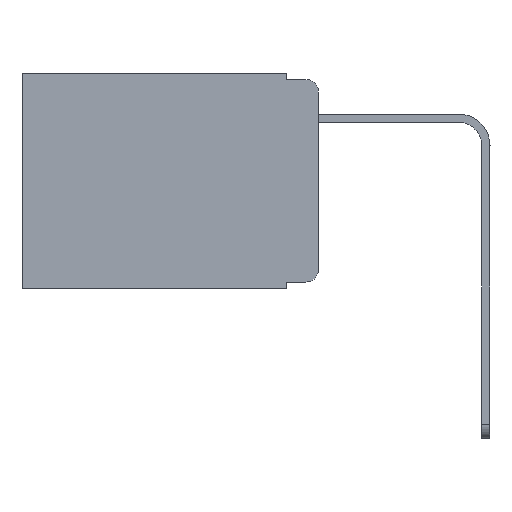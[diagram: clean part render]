
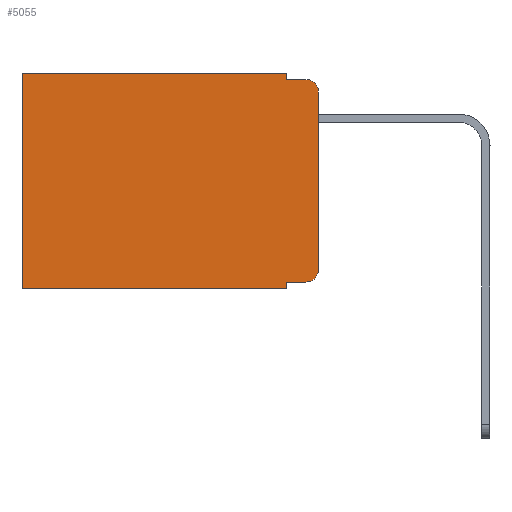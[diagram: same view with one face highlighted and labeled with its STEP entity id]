
A CAD part, left-side view. The second image highlights one B-rep face of the part: STEP entity #5055.
In plain terms, the highlighted planar face has unit normal (-1, 0, 0).
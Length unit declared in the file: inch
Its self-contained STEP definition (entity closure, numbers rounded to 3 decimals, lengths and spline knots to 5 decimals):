
#103 = CARTESIAN_POINT ( 'NONE',  ( 0.298, 0.051, 0. ) ) ;
#554 = VERTEX_POINT ( 'NONE', #17107 ) ;
#675 = LINE ( 'NONE', #3860, #1167 ) ;
#815 = VERTEX_POINT ( 'NONE', #17786 ) ;
#836 = ORIENTED_EDGE ( 'NONE', *, *, #14485, .F. ) ;
#893 = DIRECTION ( 'NONE',  ( 0., -1., 0. ) ) ;
#1084 = VECTOR ( 'NONE', #16079, 39.37008 ) ;
#1167 = VECTOR ( 'NONE', #5327, 39.37008 ) ;
#1285 = VERTEX_POINT ( 'NONE', #7258 ) ;
#1501 = CIRCLE ( 'NONE', #10173, 0.02 ) ;
#1584 = DIRECTION ( 'NONE',  ( 0., 0., -1. ) ) ;
#1906 = ORIENTED_EDGE ( 'NONE', *, *, #13724, .T. ) ;
#2291 = CARTESIAN_POINT ( 'NONE',  ( 0.298, 0.051, -0.01 ) ) ;
#2585 = LINE ( 'NONE', #11763, #18621 ) ;
#2628 = VERTEX_POINT ( 'NONE', #11889 ) ;
#3073 = ORIENTED_EDGE ( 'NONE', *, *, #18588, .F. ) ;
#3475 = ORIENTED_EDGE ( 'NONE', *, *, #4187, .T. ) ;
#3505 = VECTOR ( 'NONE', #17894, 39.37008 ) ;
#3860 = CARTESIAN_POINT ( 'NONE',  ( 0.298, 0.051, 0. ) ) ;
#4187 = EDGE_CURVE ( 'NONE', #1285, #2628, #1501, .T. ) ;
#4871 = EDGE_CURVE ( 'NONE', #554, #815, #2585, .T. ) ;
#4912 = VERTEX_POINT ( 'NONE', #17499 ) ;
#5055 = ADVANCED_FACE ( 'NONE', ( #7863 ), #9098, .F. ) ;
#5327 = DIRECTION ( 'NONE',  ( 0., 0., -1. ) ) ;
#5842 = DIRECTION ( 'NONE',  ( 0., 0., -1. ) ) ;
#7051 = VERTEX_POINT ( 'NONE', #2291 ) ;
#7258 = CARTESIAN_POINT ( 'NONE',  ( 0.298, 0.02, -0.333 ) ) ;
#7395 = LINE ( 'NONE', #10535, #3505 ) ;
#7509 = DIRECTION ( 'NONE',  ( 1., 0., 0. ) ) ;
#7863 = FACE_OUTER_BOUND ( 'NONE', #14988, .T. ) ;
#8036 = VERTEX_POINT ( 'NONE', #12898 ) ;
#8388 = EDGE_CURVE ( 'NONE', #7051, #18381, #12316, .T. ) ;
#8470 = AXIS2_PLACEMENT_3D ( 'NONE', #10439, #7509, #1584 ) ;
#8516 = DIRECTION ( 'NONE',  ( -1., 0., 0. ) ) ;
#8884 = CARTESIAN_POINT ( 'NONE',  ( 0.298, 0.02, -0.01 ) ) ;
#9098 = PLANE ( 'NONE',  #8470 ) ;
#9437 = CARTESIAN_POINT ( 'NONE',  ( 0.298, 0., 0. ) ) ;
#9637 = CARTESIAN_POINT ( 'NONE',  ( 0.298, 0.051, -0.333 ) ) ;
#10085 = EDGE_CURVE ( 'NONE', #4912, #2628, #15394, .T. ) ;
#10173 = AXIS2_PLACEMENT_3D ( 'NONE', #14465, #8516, #5842 ) ;
#10439 = CARTESIAN_POINT ( 'NONE',  ( 0.298, 0., 0. ) ) ;
#10535 = CARTESIAN_POINT ( 'NONE',  ( 0.298, 0., -0.343 ) ) ;
#10567 = EDGE_CURVE ( 'NONE', #8036, #554, #15176, .T. ) ;
#10603 = VECTOR ( 'NONE', #12077, 39.37008 ) ;
#10919 = CARTESIAN_POINT ( 'NONE',  ( 0.298, 0., 0. ) ) ;
#11073 = CARTESIAN_POINT ( 'NONE',  ( 0.298, 0.02, -0.03 ) ) ;
#11662 = VECTOR ( 'NONE', #18372, 39.37008 ) ;
#11763 = CARTESIAN_POINT ( 'NONE',  ( 0.298, 0.473, 0. ) ) ;
#11889 = CARTESIAN_POINT ( 'NONE',  ( 0.298, 0., -0.313 ) ) ;
#11936 = VERTEX_POINT ( 'NONE', #13443 ) ;
#11947 = CARTESIAN_POINT ( 'NONE',  ( 0.298, 0.051, -0.343 ) ) ;
#12077 = DIRECTION ( 'NONE',  ( 0., 1., 0. ) ) ;
#12212 = ORIENTED_EDGE ( 'NONE', *, *, #15464, .T. ) ;
#12263 = EDGE_CURVE ( 'NONE', #11936, #17256, #675, .T. ) ;
#12316 = LINE ( 'NONE', #14486, #11662 ) ;
#12599 = DIRECTION ( 'NONE',  ( -1., 0., 0. ) ) ;
#12746 = LINE ( 'NONE', #103, #1084 ) ;
#12898 = CARTESIAN_POINT ( 'NONE',  ( 0.298, 0.051, 0. ) ) ;
#12988 = VECTOR ( 'NONE', #893, 39.37008 ) ;
#13307 = ORIENTED_EDGE ( 'NONE', *, *, #10085, .F. ) ;
#13443 = CARTESIAN_POINT ( 'NONE',  ( 0.298, 0.051, -0.333 ) ) ;
#13724 = EDGE_CURVE ( 'NONE', #11936, #1285, #14828, .T. ) ;
#14377 = CIRCLE ( 'NONE', #15599, 0.02 ) ;
#14465 = CARTESIAN_POINT ( 'NONE',  ( 0.298, 0.02, -0.313 ) ) ;
#14485 = EDGE_CURVE ( 'NONE', #8036, #7051, #12746, .T. ) ;
#14486 = CARTESIAN_POINT ( 'NONE',  ( 0.298, 0.051, -0.01 ) ) ;
#14828 = LINE ( 'NONE', #9637, #12988 ) ;
#14896 = ORIENTED_EDGE ( 'NONE', *, *, #8388, .F. ) ;
#14988 = EDGE_LOOP ( 'NONE', ( #13307, #12212, #14896, #836, #17968, #15166, #3073, #16449, #1906, #3475 ) ) ;
#15166 = ORIENTED_EDGE ( 'NONE', *, *, #4871, .T. ) ;
#15176 = LINE ( 'NONE', #9437, #10603 ) ;
#15308 = DIRECTION ( 'NONE',  ( 0., 0., -1. ) ) ;
#15394 = LINE ( 'NONE', #10919, #18606 ) ;
#15464 = EDGE_CURVE ( 'NONE', #4912, #18381, #14377, .T. ) ;
#15599 = AXIS2_PLACEMENT_3D ( 'NONE', #11073, #12599, #15600 ) ;
#15600 = DIRECTION ( 'NONE',  ( 0., 0., -1. ) ) ;
#15898 = DIRECTION ( 'NONE',  ( 0., 0., -1. ) ) ;
#16079 = DIRECTION ( 'NONE',  ( 0., 0., -1. ) ) ;
#16449 = ORIENTED_EDGE ( 'NONE', *, *, #12263, .F. ) ;
#17107 = CARTESIAN_POINT ( 'NONE',  ( 0.298, 0.473, 0. ) ) ;
#17256 = VERTEX_POINT ( 'NONE', #11947 ) ;
#17499 = CARTESIAN_POINT ( 'NONE',  ( 0.298, 0., -0.03 ) ) ;
#17786 = CARTESIAN_POINT ( 'NONE',  ( 0.298, 0.473, -0.343 ) ) ;
#17894 = DIRECTION ( 'NONE',  ( 0., 1., 0. ) ) ;
#17968 = ORIENTED_EDGE ( 'NONE', *, *, #10567, .T. ) ;
#18372 = DIRECTION ( 'NONE',  ( 0., -1., 0. ) ) ;
#18381 = VERTEX_POINT ( 'NONE', #8884 ) ;
#18588 = EDGE_CURVE ( 'NONE', #17256, #815, #7395, .T. ) ;
#18606 = VECTOR ( 'NONE', #15308, 39.37008 ) ;
#18621 = VECTOR ( 'NONE', #15898, 39.37008 ) ;
